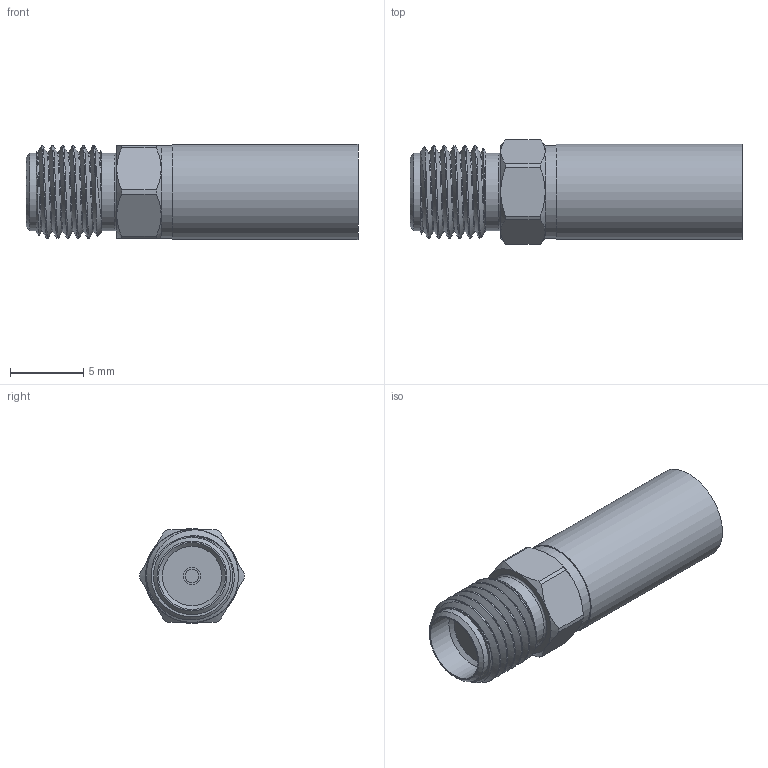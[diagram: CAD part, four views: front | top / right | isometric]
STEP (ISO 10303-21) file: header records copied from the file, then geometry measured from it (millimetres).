
FILE_DESCRIPTION (( 'STEP AP203' ), '1' );
FILE_NAME ('PE4412_3D.step', '2021-06-22T15:26:23', ( '' ), ( '' ), 'SwSTEP 2.0', 'SolidWorks 2020', '' );
FILE_SCHEMA (( 'CONFIG_CONTROL_DESIGN' ));
Products named in the file (1): PE4412_3D
Bounding box: 22.7 x 7.18 x 6.5 mm (x, y, z)
Volume: 414.7 mm3; surface area: 1066.5 mm2
Topology: 3 solids, 3 shells, 2640 faces, 5464 edges, 2838 vertices
Faces by surface type: bspline 2043, cylinder 558, plane 20, cone 17, torus 2
Full cylindrical faces by diameter (mm): 0.94 x1, 1.194 x2, 3.099 x1, 4.343 x1, 4.572 x1, 5.27 x2, 5.7 x1, 6.35 x1, 6.5 x1
Entity records: 115506 total; most frequent: CARTESIAN_POINT 83050, ORIENTED_EDGE 10888, EDGE_CURVE 5444, VERTEX_POINT 2834, EDGE_LOOP 2668, FACE_OUTER_BOUND 2653, ADVANCED_FACE 2640, B_SPLINE_CURVE_WITH_KNOTS 2224
